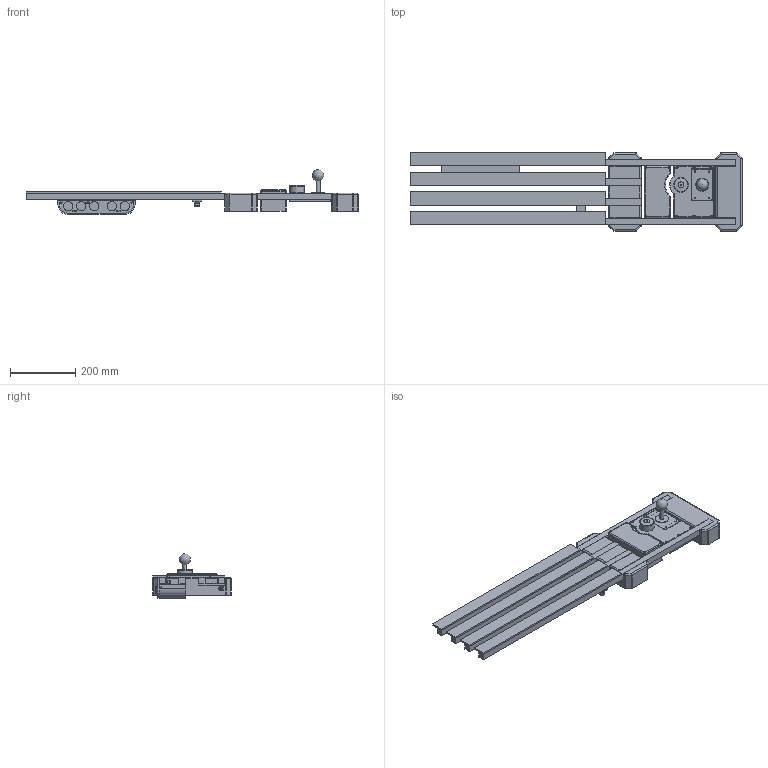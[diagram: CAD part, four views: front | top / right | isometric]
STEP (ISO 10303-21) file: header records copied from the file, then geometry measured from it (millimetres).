
FILE_DESCRIPTION(/* description */ (''),/* implementation_level */ '2;1');
FILE_NAME(/* name */ 'f8213a26-fe11-4d21-a55c-53f3ff44575c.stp',/* time_stamp */ '2019-09-09T20:07:44+00:00',/* author */ (''),/* organization */ (''),/* preprocessor_version */ 'ST-DEVELOPER v18',/* originating_system */ 'Autodesk Translation Framework v8.6.0.1094',/* authorisation */ '');
FILE_SCHEMA (('AUTOMOTIVE_DESIGN { 1 0 10303 214 3 1 1 }'));
Length unit declared in the file: millimetre
Products named in the file (2): Guitar02; MEGA
Assembly tree (1 placements, depth 2):
  Guitar02
    MEGA
Bounding box: 1020 x 240 x 137.34 mm (x, y, z)
Volume: 4643197.6 mm3; surface area: 1026951.5 mm2
Topology: 30 solids, 34 shells, 660 faces, 1621 edges, 1042 vertices
Faces by surface type: plane 298, cylinder 260, bspline 36, cone 27, torus 22, sphere 17
Full cylindrical faces by diameter (mm): 2.8 x42, 4 x9, 4.5 x26, 7 x4, 8 x1, 10 x11, 12 x1, 16 x1, 22 x5, 28.5 x5, 29 x1, 30 x2, 32 x5, 40 x1, 45 x1
Entity records: 20585 total; most frequent: CARTESIAN_POINT 4312, DIRECTION 3444, ORIENTED_EDGE 3238, EDGE_CURVE 1619, AXIS2_PLACEMENT_3D 1268, VERTEX_POINT 1042, LINE 908, VECTOR 908
